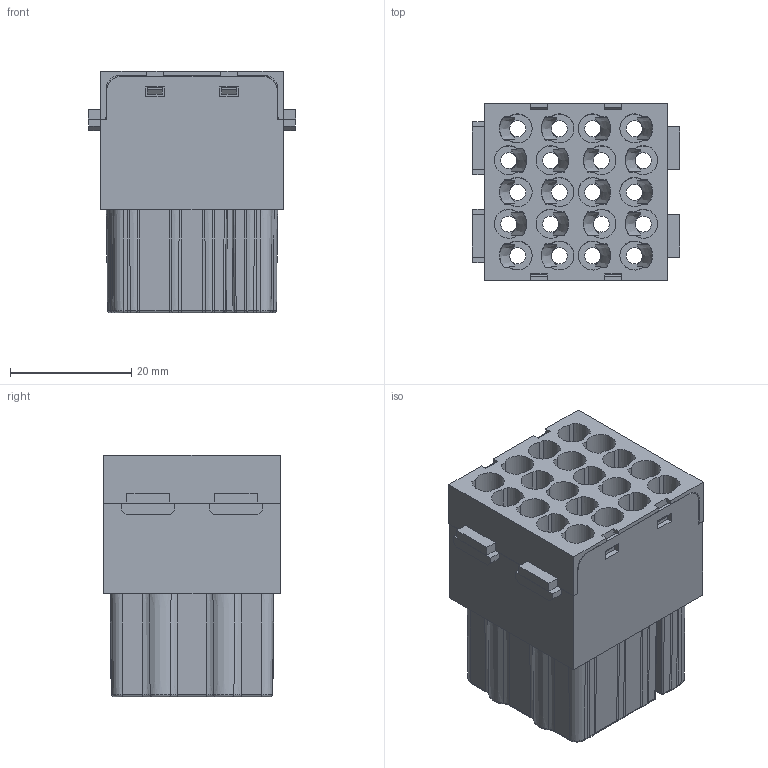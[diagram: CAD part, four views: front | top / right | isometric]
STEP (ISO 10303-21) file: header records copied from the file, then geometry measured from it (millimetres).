
FILE_DESCRIPTION(/* description */ (''),/* implementation_level */ '2;1');
FILE_NAME(/* name */ 'H2MEE-020-FC.stp',/* time_stamp */ '2023-09-18T16:26:35+08:00',/* author */ (''),/* organization */ (''),/* preprocessor_version */ 'ST-DEVELOPER v16',/* originating_system */ 'SIEMENS PLM Software NX 10.0',/* authorisation */ '');
FILE_SCHEMA (('AUTOMOTIVE_DESIGN { 1 0 10303 214 3 1 1 1 }'));
Length unit declared in the file: millimetre
Products named in the file (1): Admi16F8F3C4yuca
Bounding box: 34.2 x 29.2 x 39.9 mm (x, y, z)
Volume: 16792.6 mm3; surface area: 23442.6 mm2
Topology: 1 solids, 1 shells, 903 faces, 2492 edges, 1640 vertices
Faces by surface type: plane 539, cylinder 200, torus 60, bspline 44, cone 40, extrusion 20
Full cylindrical faces by diameter (mm): 2.65 x20, 4.4 x20, 4.8 x20
Entity records: 32722 total; most frequent: CARTESIAN_POINT 10252, ORIENTED_EDGE 4776, DIRECTION 4396, EDGE_CURVE 2388, VERTEX_POINT 1620, AXIS2_PLACEMENT_3D 1476, VECTOR 1444, LINE 1424
